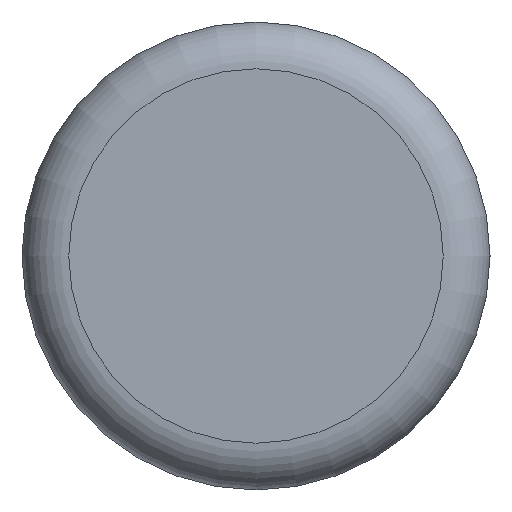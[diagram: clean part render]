
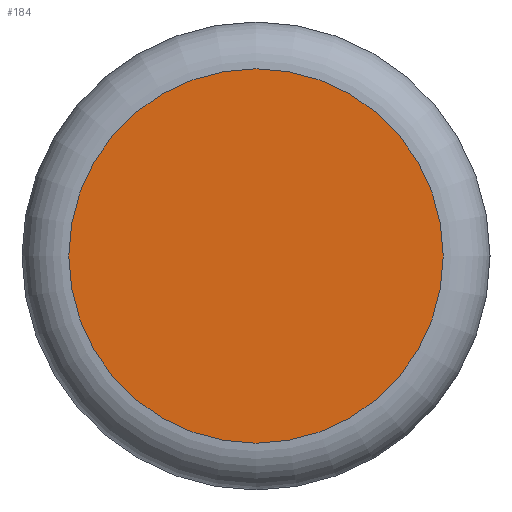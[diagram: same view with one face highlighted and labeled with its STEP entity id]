
A CAD part, left-side view. The second image highlights one B-rep face of the part: STEP entity #184.
In plain terms, the highlighted planar face has unit normal (-1, 0, 0).
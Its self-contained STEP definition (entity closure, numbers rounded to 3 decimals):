
#46=FACE_OUTER_BOUND($,#68,.T.);
#68=EDGE_LOOP($,(#144));
#88=CIRCLE($,#214,2.);
#104=VERTEX_POINT($,#320);
#120=EDGE_CURVE($,#104,#104,#88,.T.);
#144=ORIENTED_EDGE($,*,*,#120,.F.);
#170=PLANE($,#218);
#184=ADVANCED_FACE($,(#46),#170,.F.);
#214=AXIS2_PLACEMENT_3D($,#321,#259,#260);
#218=AXIS2_PLACEMENT_3D($,#327,#267,#268);
#259=DIRECTION('center_axis',(1.,0.,0.));
#260=DIRECTION('ref_axis',(0.,-1.,0.));
#267=DIRECTION('center_axis',(1.,0.,0.));
#268=DIRECTION('ref_axis',(0.,0.,-1.));
#320=CARTESIAN_POINT('',(-10.,2.,2.5));
#321=CARTESIAN_POINT('Origin',(-10.,0.,2.5));
#327=CARTESIAN_POINT('Origin',(-10.,0.,2.5));
